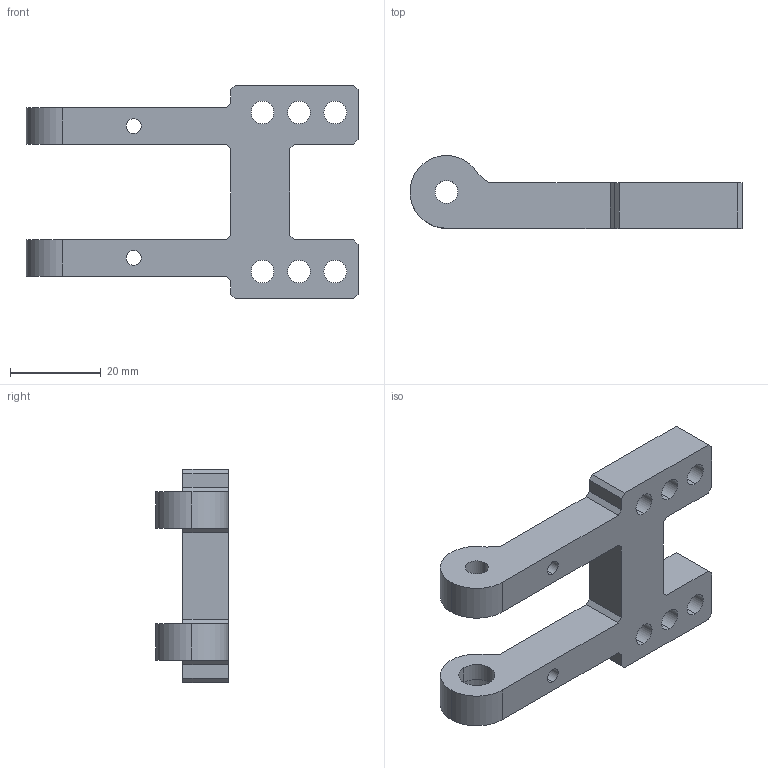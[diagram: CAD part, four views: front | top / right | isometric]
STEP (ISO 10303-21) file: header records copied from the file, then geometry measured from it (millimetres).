
FILE_DESCRIPTION (( 'STEP AP214' ), '1' );
FILE_NAME ('AV2_P1_USI_PM008.STEP', '2021-01-13T14:06:08', ( '' ), ( '' ), 'SwSTEP 2.0', 'SolidWorks 2016', '' );
FILE_SCHEMA (( 'AUTOMOTIVE_DESIGN' ));
Length unit declared in the file: millimetre
Products named in the file (1): AV2_P1_USI_PM008
Bounding box: 73 x 16 x 47 mm (x, y, z)
Volume: 15833.4 mm3; surface area: 8354.4 mm2
Topology: 1 solids, 1 shells, 57 faces, 162 edges, 108 vertices
Faces by surface type: plane 31, cylinder 26
Entity records: 1942 total; most frequent: DIRECTION 330, CARTESIAN_POINT 328, ORIENTED_EDGE 324, EDGE_CURVE 162, AXIS2_PLACEMENT_3D 110, VECTOR 110, LINE 110, VERTEX_POINT 108
